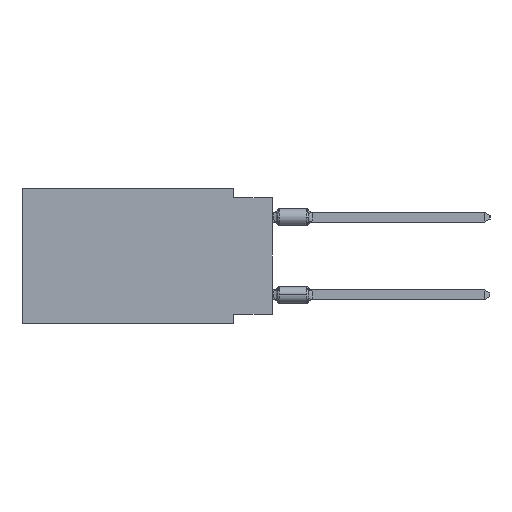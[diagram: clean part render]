
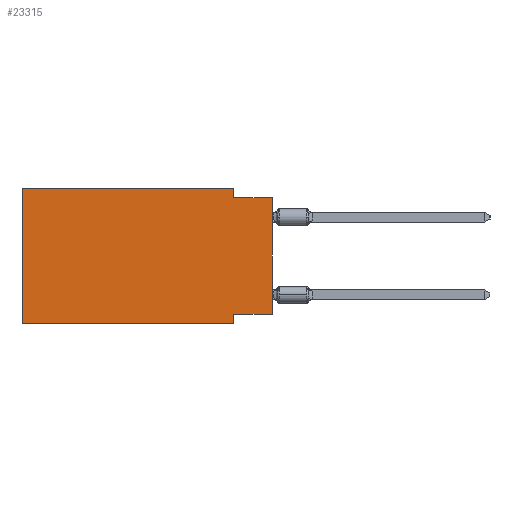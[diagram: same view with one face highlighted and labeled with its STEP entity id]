
A CAD part, left-side view. The second image highlights one B-rep face of the part: STEP entity #23315.
In plain terms, the highlighted planar face has unit normal (-1, 0, 0).
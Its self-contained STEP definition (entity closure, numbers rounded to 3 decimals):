
#458 = VECTOR ( 'NONE', #32592, 1000. ) ;
#577 = LINE ( 'NONE', #10293, #13446 ) ;
#613 = DIRECTION ( 'NONE',  ( 0., 0., 1. ) ) ;
#837 = CARTESIAN_POINT ( 'NONE',  ( 0., 2.54, -8.89 ) ) ;
#1025 = AXIS2_PLACEMENT_3D ( 'NONE', #11216, #8330, #4579 ) ;
#1040 = VERTEX_POINT ( 'NONE', #17049 ) ;
#1371 = ORIENTED_EDGE ( 'NONE', *, *, #18146, .F. ) ;
#1658 = CARTESIAN_POINT ( 'NONE',  ( 0., 16.383, 0. ) ) ;
#2080 = ORIENTED_EDGE ( 'NONE', *, *, #11963, .F. ) ;
#2390 = LINE ( 'NONE', #39440, #458 ) ;
#3048 = CARTESIAN_POINT ( 'NONE',  ( 0., 16.383, 0. ) ) ;
#3141 = LINE ( 'NONE', #43523, #27094 ) ;
#3267 = DIRECTION ( 'NONE',  ( 0., 1., 0. ) ) ;
#3705 = EDGE_CURVE ( 'NONE', #11052, #42234, #30884, .T. ) ;
#4579 = DIRECTION ( 'NONE',  ( 0., 0., -1. ) ) ;
#6232 = CARTESIAN_POINT ( 'NONE',  ( 0., 2.54, -0.635 ) ) ;
#6564 = CARTESIAN_POINT ( 'NONE',  ( 0., 0., -8.255 ) ) ;
#7417 = LINE ( 'NONE', #1658, #8732 ) ;
#7470 = PLANE ( 'NONE',  #1025 ) ;
#7719 = CARTESIAN_POINT ( 'NONE',  ( 0., 0., 0. ) ) ;
#7979 = VECTOR ( 'NONE', #40452, 1000. ) ;
#8330 = DIRECTION ( 'NONE',  ( 1., 0., 0. ) ) ;
#8732 = VECTOR ( 'NONE', #21092, 1000. ) ;
#8995 = EDGE_CURVE ( 'NONE', #43020, #42234, #2390, .T. ) ;
#9815 = ORIENTED_EDGE ( 'NONE', *, *, #3705, .T. ) ;
#10293 = CARTESIAN_POINT ( 'NONE',  ( 0., 2.54, 0. ) ) ;
#11052 = VERTEX_POINT ( 'NONE', #24524 ) ;
#11216 = CARTESIAN_POINT ( 'NONE',  ( 0., 16.383, 0. ) ) ;
#11616 = ORIENTED_EDGE ( 'NONE', *, *, #15715, .T. ) ;
#11805 = EDGE_LOOP ( 'NONE', ( #9815, #35152, #23739, #1371, #41578, #11616, #31836, #2080 ) ) ;
#11963 = EDGE_CURVE ( 'NONE', #11052, #1040, #14284, .T. ) ;
#13306 = DIRECTION ( 'NONE',  ( 0., -1., 0. ) ) ;
#13446 = VECTOR ( 'NONE', #40729, 1000. ) ;
#13877 = LINE ( 'NONE', #3048, #31206 ) ;
#14284 = LINE ( 'NONE', #6564, #23760 ) ;
#14569 = VERTEX_POINT ( 'NONE', #21363 ) ;
#15715 = EDGE_CURVE ( 'NONE', #20026, #23350, #3141, .T. ) ;
#17049 = CARTESIAN_POINT ( 'NONE',  ( 0., 2.54, -8.255 ) ) ;
#17635 = EDGE_CURVE ( 'NONE', #1040, #23350, #30745, .T. ) ;
#18146 = EDGE_CURVE ( 'NONE', #27441, #14569, #7417, .T. ) ;
#20026 = VERTEX_POINT ( 'NONE', #26132 ) ;
#20247 = VECTOR ( 'NONE', #27784, 1000. ) ;
#21092 = DIRECTION ( 'NONE',  ( 0., -1., 0. ) ) ;
#21363 = CARTESIAN_POINT ( 'NONE',  ( 0., 2.54, 0. ) ) ;
#22612 = CARTESIAN_POINT ( 'NONE',  ( 0., 16.383, 0. ) ) ;
#23315 = ADVANCED_FACE ( 'NONE', ( #41850 ), #7470, .F. ) ;
#23350 = VERTEX_POINT ( 'NONE', #837 ) ;
#23739 = ORIENTED_EDGE ( 'NONE', *, *, #31196, .F. ) ;
#23760 = VECTOR ( 'NONE', #3267, 1000. ) ;
#24524 = CARTESIAN_POINT ( 'NONE',  ( 0., 0., -8.255 ) ) ;
#26132 = CARTESIAN_POINT ( 'NONE',  ( 0., 16.383, -8.89 ) ) ;
#26989 = CARTESIAN_POINT ( 'NONE',  ( 0., 2.54, -8.89 ) ) ;
#27094 = VECTOR ( 'NONE', #13306, 1000. ) ;
#27441 = VERTEX_POINT ( 'NONE', #22612 ) ;
#27784 = DIRECTION ( 'NONE',  ( 0., 0., 1. ) ) ;
#28426 = EDGE_CURVE ( 'NONE', #20026, #27441, #13877, .T. ) ;
#30745 = LINE ( 'NONE', #26989, #7979 ) ;
#30884 = LINE ( 'NONE', #7719, #20247 ) ;
#31196 = EDGE_CURVE ( 'NONE', #14569, #43020, #577, .T. ) ;
#31206 = VECTOR ( 'NONE', #613, 1000. ) ;
#31836 = ORIENTED_EDGE ( 'NONE', *, *, #17635, .F. ) ;
#32592 = DIRECTION ( 'NONE',  ( 0., -1., 0. ) ) ;
#33515 = CARTESIAN_POINT ( 'NONE',  ( 0., 0., -0.635 ) ) ;
#35152 = ORIENTED_EDGE ( 'NONE', *, *, #8995, .F. ) ;
#39440 = CARTESIAN_POINT ( 'NONE',  ( 0., 0., -0.635 ) ) ;
#40452 = DIRECTION ( 'NONE',  ( 0., 0., -1. ) ) ;
#40729 = DIRECTION ( 'NONE',  ( 0., 0., -1. ) ) ;
#41578 = ORIENTED_EDGE ( 'NONE', *, *, #28426, .F. ) ;
#41850 = FACE_OUTER_BOUND ( 'NONE', #11805, .T. ) ;
#42234 = VERTEX_POINT ( 'NONE', #33515 ) ;
#43020 = VERTEX_POINT ( 'NONE', #6232 ) ;
#43523 = CARTESIAN_POINT ( 'NONE',  ( 0., 16.383, -8.89 ) ) ;
